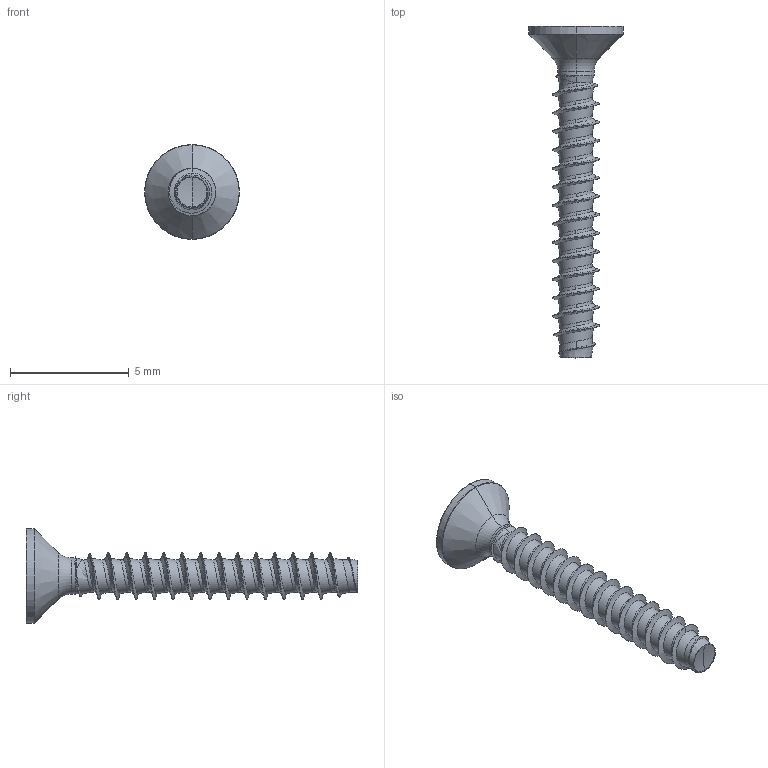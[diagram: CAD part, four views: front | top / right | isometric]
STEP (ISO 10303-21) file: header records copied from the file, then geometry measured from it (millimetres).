
FILE_DESCRIPTION (( 'STEP AP203' ), '1' );
FILE_NAME ('STP410200140.STEP', '2017-08-16T13:29:18', ( '' ), ( '' ), 'SwSTEP 2.0', 'SolidWorks 2015', '' );
FILE_SCHEMA (( 'CONFIG_CONTROL_DESIGN' ));
Length unit declared in the file: millimetre
Products named in the file (1): STP410200140
Bounding box: 4 x 14 x 4 mm (x, y, z)
Volume: 32.5 mm3; surface area: 126.2 mm2
Topology: 1 solids, 1 shells, 113 faces, 286 edges, 175 vertices
Faces by surface type: cylinder 55, bspline 35, cone 13, torus 6, sphere 2, plane 2
Entity records: 20236 total; most frequent: CARTESIAN_POINT 17882, ORIENTED_EDGE 568, DIRECTION 350, EDGE_CURVE 284, VERTEX_POINT 175, AXIS2_PLACEMENT_3D 139, B_SPLINE_CURVE_WITH_KNOTS 122, EDGE_LOOP 115
